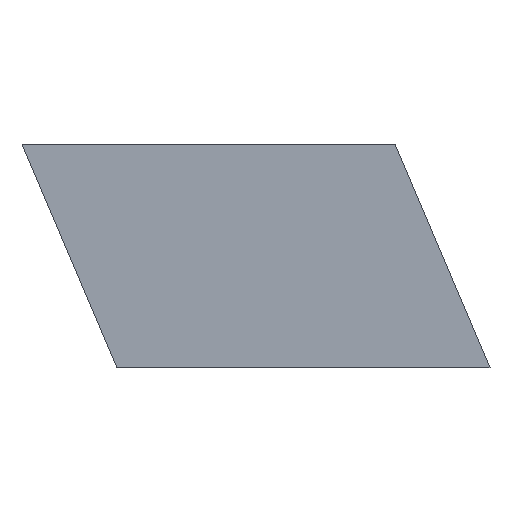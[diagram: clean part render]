
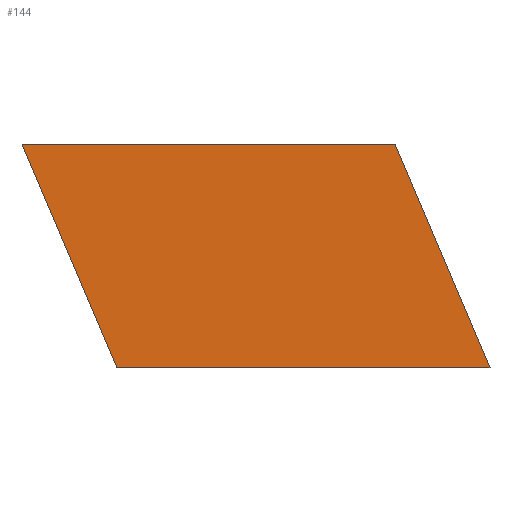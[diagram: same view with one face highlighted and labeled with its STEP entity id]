
A CAD part, front view. The second image highlights one B-rep face of the part: STEP entity #144.
In plain terms, the highlighted planar face has unit normal (0, -1, 0).
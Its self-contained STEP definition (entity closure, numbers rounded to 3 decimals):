
#51 = DIRECTION ( 'NONE',  ( 0., 0., -1. ) ) ;
#94 = EDGE_CURVE ( 'NONE', #468, #528, #184, .T. ) ;
#117 = DIRECTION ( 'NONE',  ( -0.391, 0., 0.921 ) ) ;
#141 = EDGE_CURVE ( 'NONE', #523, #468, #533, .T. ) ;
#142 = CARTESIAN_POINT ( 'NONE',  ( -16.75, 0., 8. ) ) ;
#144 = ADVANCED_FACE ( 'NONE', ( #308 ), #554, .T. ) ;
#155 = EDGE_CURVE ( 'NONE', #528, #400, #181, .T. ) ;
#171 = DIRECTION ( 'NONE',  ( -1., 0., 0. ) ) ;
#181 = LINE ( 'NONE', #421, #208 ) ;
#184 = LINE ( 'NONE', #428, #217 ) ;
#208 = VECTOR ( 'NONE', #681, 1000. ) ;
#217 = VECTOR ( 'NONE', #117, 1000. ) ;
#230 = CARTESIAN_POINT ( 'NONE',  ( -9.958, 0., -8. ) ) ;
#308 = FACE_OUTER_BOUND ( 'NONE', #534, .T. ) ;
#317 = CARTESIAN_POINT ( 'NONE',  ( -9.958, 0., -8. ) ) ;
#325 = VECTOR ( 'NONE', #171, 1000. ) ;
#345 = EDGE_CURVE ( 'NONE', #400, #523, #473, .T. ) ;
#357 = ORIENTED_EDGE ( 'NONE', *, *, #141, .F. ) ;
#400 = VERTEX_POINT ( 'NONE', #500 ) ;
#421 = CARTESIAN_POINT ( 'NONE',  ( -16.75, 0., 8. ) ) ;
#428 = CARTESIAN_POINT ( 'NONE',  ( -16.75, 0., 8. ) ) ;
#457 = VECTOR ( 'NONE', #789, 1000. ) ;
#468 = VERTEX_POINT ( 'NONE', #317 ) ;
#469 = ORIENTED_EDGE ( 'NONE', *, *, #94, .F. ) ;
#473 = LINE ( 'NONE', #532, #457 ) ;
#500 = CARTESIAN_POINT ( 'NONE',  ( 9.958, 0., 8. ) ) ;
#523 = VERTEX_POINT ( 'NONE', #647 ) ;
#528 = VERTEX_POINT ( 'NONE', #142 ) ;
#532 = CARTESIAN_POINT ( 'NONE',  ( 9.958, 0., 8. ) ) ;
#533 = LINE ( 'NONE', #230, #325 ) ;
#534 = EDGE_LOOP ( 'NONE', ( #469, #357, #673, #711 ) ) ;
#554 = PLANE ( 'NONE',  #678 ) ;
#623 = DIRECTION ( 'NONE',  ( 0., -1., 0. ) ) ;
#647 = CARTESIAN_POINT ( 'NONE',  ( 16.75, 0., -8. ) ) ;
#673 = ORIENTED_EDGE ( 'NONE', *, *, #345, .F. ) ;
#678 = AXIS2_PLACEMENT_3D ( 'NONE', #819, #623, #51 ) ;
#681 = DIRECTION ( 'NONE',  ( 1., 0., 0. ) ) ;
#711 = ORIENTED_EDGE ( 'NONE', *, *, #155, .F. ) ;
#789 = DIRECTION ( 'NONE',  ( 0.391, 0., -0.921 ) ) ;
#819 = CARTESIAN_POINT ( 'NONE',  ( 0., 0., 0. ) ) ;
